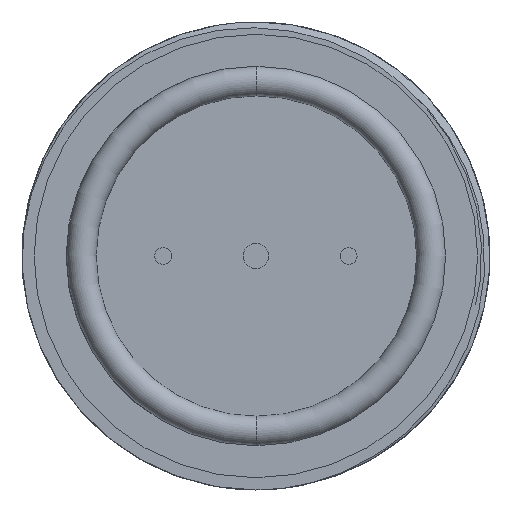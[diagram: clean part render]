
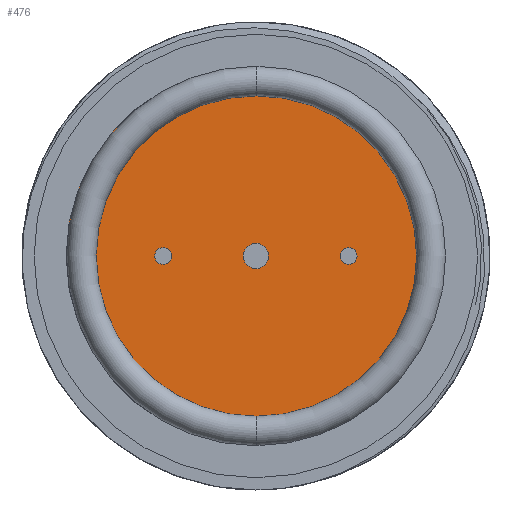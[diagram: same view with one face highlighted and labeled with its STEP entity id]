
A CAD part, front view. The second image highlights one B-rep face of the part: STEP entity #476.
In plain terms, the highlighted planar face has unit normal (0, -1, 0).
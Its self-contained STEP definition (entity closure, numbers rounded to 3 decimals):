
#4 = DIRECTION ( 'NONE',  ( 0., -1., 0. ) ) ;
#47 = AXIS2_PLACEMENT_3D ( 'NONE', #1027, #4085, #1494 ) ;
#52 = AXIS2_PLACEMENT_3D ( 'NONE', #4608, #2835, #1958 ) ;
#255 = VERTEX_POINT ( 'NONE', #5696 ) ;
#282 = EDGE_CURVE ( 'NONE', #5259, #1372, #1397, .T. ) ;
#346 = CIRCLE ( 'NONE', #4549, 22.5 ) ;
#476 = ADVANCED_FACE ( 'NONE', ( #1976, #658, #4167, #5223 ), #947, .T. ) ;
#497 = CARTESIAN_POINT ( 'NONE',  ( 0., 2.7, 0. ) ) ;
#502 = CARTESIAN_POINT ( 'NONE',  ( 11., 2.7, 0. ) ) ;
#658 = FACE_BOUND ( 'NONE', #937, .T. ) ;
#681 = CARTESIAN_POINT ( 'NONE',  ( -11., 2.7, 1. ) ) ;
#693 = CARTESIAN_POINT ( 'NONE',  ( -11., 2.7, 0. ) ) ;
#710 = ORIENTED_EDGE ( 'NONE', *, *, #282, .F. ) ;
#750 = VERTEX_POINT ( 'NONE', #5598 ) ;
#779 = AXIS2_PLACEMENT_3D ( 'NONE', #2656, #4, #3095 ) ;
#903 = DIRECTION ( 'NONE',  ( 0., -1., 0. ) ) ;
#921 = CARTESIAN_POINT ( 'NONE',  ( 11., 2.7, -1. ) ) ;
#937 = EDGE_LOOP ( 'NONE', ( #2153, #3060 ) ) ;
#947 = PLANE ( 'NONE',  #1490 ) ;
#957 = DIRECTION ( 'NONE',  ( 0., 0., -1. ) ) ;
#972 = EDGE_CURVE ( 'NONE', #1006, #4035, #2769, .T. ) ;
#1006 = VERTEX_POINT ( 'NONE', #2900 ) ;
#1027 = CARTESIAN_POINT ( 'NONE',  ( 0., 2.7, 0. ) ) ;
#1162 = DIRECTION ( 'NONE',  ( 0., 0., -1. ) ) ;
#1328 = CIRCLE ( 'NONE', #47, 22.5 ) ;
#1369 = ORIENTED_EDGE ( 'NONE', *, *, #4561, .T. ) ;
#1372 = VERTEX_POINT ( 'NONE', #4702 ) ;
#1397 = CIRCLE ( 'NONE', #3061, 1.5 ) ;
#1490 = AXIS2_PLACEMENT_3D ( 'NONE', #497, #3138, #3572 ) ;
#1494 = DIRECTION ( 'NONE',  ( 0., 0., -1. ) ) ;
#1875 = DIRECTION ( 'NONE',  ( 0., -1., 0. ) ) ;
#1958 = DIRECTION ( 'NONE',  ( 0., 0., -1. ) ) ;
#1976 = FACE_BOUND ( 'NONE', #4028, .T. ) ;
#2110 = CIRCLE ( 'NONE', #4491, 1. ) ;
#2153 = ORIENTED_EDGE ( 'NONE', *, *, #3575, .F. ) ;
#2348 = EDGE_LOOP ( 'NONE', ( #3750, #710 ) ) ;
#2465 = ORIENTED_EDGE ( 'NONE', *, *, #3305, .F. ) ;
#2496 = DIRECTION ( 'NONE',  ( 0., -1., 0. ) ) ;
#2631 = EDGE_CURVE ( 'NONE', #750, #255, #1328, .T. ) ;
#2656 = CARTESIAN_POINT ( 'NONE',  ( 11., 2.7, 0. ) ) ;
#2769 = CIRCLE ( 'NONE', #52, 1. ) ;
#2815 = EDGE_LOOP ( 'NONE', ( #1369, #3038 ) ) ;
#2835 = DIRECTION ( 'NONE',  ( 0., -1., 0. ) ) ;
#2900 = CARTESIAN_POINT ( 'NONE',  ( -11., 2.7, -1. ) ) ;
#3038 = ORIENTED_EDGE ( 'NONE', *, *, #2631, .T. ) ;
#3060 = ORIENTED_EDGE ( 'NONE', *, *, #3168, .F. ) ;
#3061 = AXIS2_PLACEMENT_3D ( 'NONE', #3529, #903, #3964 ) ;
#3095 = DIRECTION ( 'NONE',  ( 0., 0., -1. ) ) ;
#3138 = DIRECTION ( 'NONE',  ( 0., -1., 0. ) ) ;
#3168 = EDGE_CURVE ( 'NONE', #5229, #4440, #2110, .T. ) ;
#3305 = EDGE_CURVE ( 'NONE', #4035, #1006, #5326, .T. ) ;
#3472 = ORIENTED_EDGE ( 'NONE', *, *, #972, .F. ) ;
#3529 = CARTESIAN_POINT ( 'NONE',  ( 0., 2.7, 0. ) ) ;
#3572 = DIRECTION ( 'NONE',  ( 0., 0., -1. ) ) ;
#3575 = EDGE_CURVE ( 'NONE', #4440, #5229, #3607, .T. ) ;
#3581 = DIRECTION ( 'NONE',  ( 0., -1., 0. ) ) ;
#3607 = CIRCLE ( 'NONE', #779, 1. ) ;
#3750 = ORIENTED_EDGE ( 'NONE', *, *, #4884, .F. ) ;
#3763 = DIRECTION ( 'NONE',  ( 0., -1., 0. ) ) ;
#3964 = DIRECTION ( 'NONE',  ( 0., 0., -1. ) ) ;
#4028 = EDGE_LOOP ( 'NONE', ( #3472, #2465 ) ) ;
#4034 = CARTESIAN_POINT ( 'NONE',  ( 11., 2.7, 1. ) ) ;
#4035 = VERTEX_POINT ( 'NONE', #681 ) ;
#4085 = DIRECTION ( 'NONE',  ( 0., -1., 0. ) ) ;
#4143 = AXIS2_PLACEMENT_3D ( 'NONE', #5133, #2496, #5559 ) ;
#4167 = FACE_BOUND ( 'NONE', #2348, .T. ) ;
#4440 = VERTEX_POINT ( 'NONE', #921 ) ;
#4489 = CARTESIAN_POINT ( 'NONE',  ( 0., 2.7, 0. ) ) ;
#4491 = AXIS2_PLACEMENT_3D ( 'NONE', #502, #3581, #957 ) ;
#4549 = AXIS2_PLACEMENT_3D ( 'NONE', #4489, #1875, #4941 ) ;
#4561 = EDGE_CURVE ( 'NONE', #255, #750, #346, .T. ) ;
#4608 = CARTESIAN_POINT ( 'NONE',  ( -11., 2.7, 0. ) ) ;
#4702 = CARTESIAN_POINT ( 'NONE',  ( 0., 2.7, -1.5 ) ) ;
#4884 = EDGE_CURVE ( 'NONE', #1372, #5259, #5480, .T. ) ;
#4941 = DIRECTION ( 'NONE',  ( 0., 0., -1. ) ) ;
#4947 = CARTESIAN_POINT ( 'NONE',  ( 0., 2.7, 1.5 ) ) ;
#5133 = CARTESIAN_POINT ( 'NONE',  ( 0., 2.7, 0. ) ) ;
#5223 = FACE_OUTER_BOUND ( 'NONE', #2815, .T. ) ;
#5229 = VERTEX_POINT ( 'NONE', #4034 ) ;
#5259 = VERTEX_POINT ( 'NONE', #4947 ) ;
#5326 = CIRCLE ( 'NONE', #5684, 1. ) ;
#5480 = CIRCLE ( 'NONE', #4143, 1.5 ) ;
#5559 = DIRECTION ( 'NONE',  ( 0., 0., -1. ) ) ;
#5598 = CARTESIAN_POINT ( 'NONE',  ( 0., 2.7, 22.5 ) ) ;
#5684 = AXIS2_PLACEMENT_3D ( 'NONE', #693, #3763, #1162 ) ;
#5696 = CARTESIAN_POINT ( 'NONE',  ( 0., 2.7, -22.5 ) ) ;
